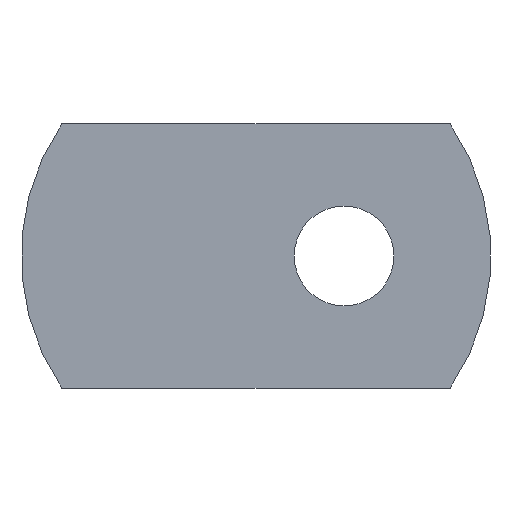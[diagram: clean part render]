
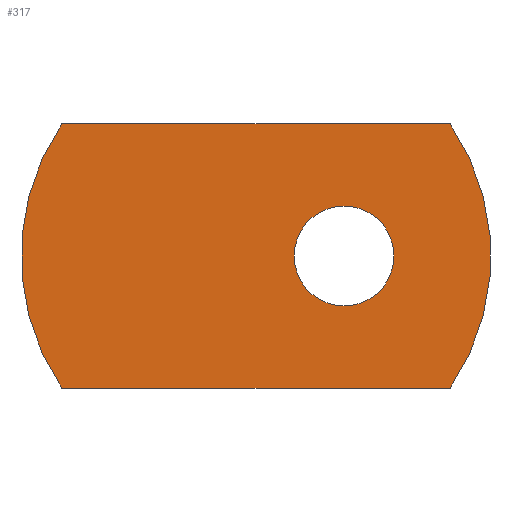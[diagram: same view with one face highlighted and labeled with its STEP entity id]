
A CAD part, front view. The second image highlights one B-rep face of the part: STEP entity #317.
In plain terms, the highlighted planar face has unit normal (0, -1, 0).
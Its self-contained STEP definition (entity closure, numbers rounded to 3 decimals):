
#4 = FACE_BOUND ( 'NONE', #114, .T. ) ;
#7 = EDGE_LOOP ( 'NONE', ( #268, #212, #369, #337 ) ) ;
#17 = CARTESIAN_POINT ( 'NONE',  ( 0., 0., 0. ) ) ;
#23 = VERTEX_POINT ( 'NONE', #160 ) ;
#28 = CARTESIAN_POINT ( 'NONE',  ( 6., 0., 0. ) ) ;
#32 = CIRCLE ( 'NONE', #72, 3.4 ) ;
#36 = VERTEX_POINT ( 'NONE', #345 ) ;
#41 = CARTESIAN_POINT ( 'NONE',  ( 6., 0., -3.4 ) ) ;
#46 = CARTESIAN_POINT ( 'NONE',  ( -13.229, 0., -9. ) ) ;
#62 = EDGE_CURVE ( 'NONE', #79, #181, #370, .T. ) ;
#64 = CIRCLE ( 'NONE', #309, 16. ) ;
#70 = AXIS2_PLACEMENT_3D ( 'NONE', #232, #388, #111 ) ;
#72 = AXIS2_PLACEMENT_3D ( 'NONE', #280, #216, #308 ) ;
#79 = VERTEX_POINT ( 'NONE', #99 ) ;
#89 = ORIENTED_EDGE ( 'NONE', *, *, #152, .T. ) ;
#92 = VERTEX_POINT ( 'NONE', #41 ) ;
#94 = CARTESIAN_POINT ( 'NONE',  ( -13.229, 0., 9. ) ) ;
#95 = EDGE_CURVE ( 'NONE', #181, #23, #381, .T. ) ;
#99 = CARTESIAN_POINT ( 'NONE',  ( 13.229, 0., 9. ) ) ;
#105 = EDGE_CURVE ( 'NONE', #36, #79, #375, .T. ) ;
#111 = DIRECTION ( 'NONE',  ( 1., 0., 0. ) ) ;
#112 = CARTESIAN_POINT ( 'NONE',  ( 13.229, 0., -9. ) ) ;
#114 = EDGE_LOOP ( 'NONE', ( #183, #89 ) ) ;
#116 = AXIS2_PLACEMENT_3D ( 'NONE', #306, #275, #312 ) ;
#121 = DIRECTION ( 'NONE',  ( 0., 1., 0. ) ) ;
#125 = CIRCLE ( 'NONE', #285, 3.4 ) ;
#128 = DIRECTION ( 'NONE',  ( -1., 0., 0. ) ) ;
#152 = EDGE_CURVE ( 'NONE', #92, #324, #32, .T. ) ;
#160 = CARTESIAN_POINT ( 'NONE',  ( -13.229, 0., -9. ) ) ;
#166 = EDGE_CURVE ( 'NONE', #324, #92, #125, .T. ) ;
#170 = CARTESIAN_POINT ( 'NONE',  ( 6., 0., 3.4 ) ) ;
#181 = VERTEX_POINT ( 'NONE', #112 ) ;
#183 = ORIENTED_EDGE ( 'NONE', *, *, #166, .T. ) ;
#212 = ORIENTED_EDGE ( 'NONE', *, *, #95, .F. ) ;
#216 = DIRECTION ( 'NONE',  ( 0., 1., 0. ) ) ;
#232 = CARTESIAN_POINT ( 'NONE',  ( 0., 0., 0. ) ) ;
#252 = VECTOR ( 'NONE', #347, 1000. ) ;
#255 = DIRECTION ( 'NONE',  ( 0., 0., 1. ) ) ;
#257 = DIRECTION ( 'NONE',  ( 0., 1., 0. ) ) ;
#261 = PLANE ( 'NONE',  #70 ) ;
#262 = VECTOR ( 'NONE', #128, 1000. ) ;
#268 = ORIENTED_EDGE ( 'NONE', *, *, #293, .F. ) ;
#275 = DIRECTION ( 'NONE',  ( 0., 1., 0. ) ) ;
#280 = CARTESIAN_POINT ( 'NONE',  ( 6., 0., 0. ) ) ;
#285 = AXIS2_PLACEMENT_3D ( 'NONE', #28, #257, #291 ) ;
#291 = DIRECTION ( 'NONE',  ( 0., 0., 1. ) ) ;
#293 = EDGE_CURVE ( 'NONE', #23, #36, #64, .T. ) ;
#306 = CARTESIAN_POINT ( 'NONE',  ( 0., 0., 0. ) ) ;
#308 = DIRECTION ( 'NONE',  ( 0., 0., 1. ) ) ;
#309 = AXIS2_PLACEMENT_3D ( 'NONE', #17, #121, #255 ) ;
#312 = DIRECTION ( 'NONE',  ( 0., 0., 1. ) ) ;
#317 = ADVANCED_FACE ( 'NONE', ( #4, #391 ), #261, .F. ) ;
#324 = VERTEX_POINT ( 'NONE', #170 ) ;
#337 = ORIENTED_EDGE ( 'NONE', *, *, #105, .F. ) ;
#345 = CARTESIAN_POINT ( 'NONE',  ( -13.229, 0., 9. ) ) ;
#347 = DIRECTION ( 'NONE',  ( 1., 0., 0. ) ) ;
#369 = ORIENTED_EDGE ( 'NONE', *, *, #62, .F. ) ;
#370 = CIRCLE ( 'NONE', #116, 16. ) ;
#375 = LINE ( 'NONE', #94, #252 ) ;
#381 = LINE ( 'NONE', #46, #262 ) ;
#388 = DIRECTION ( 'NONE',  ( 0., 1., 0. ) ) ;
#391 = FACE_OUTER_BOUND ( 'NONE', #7, .T. ) ;
